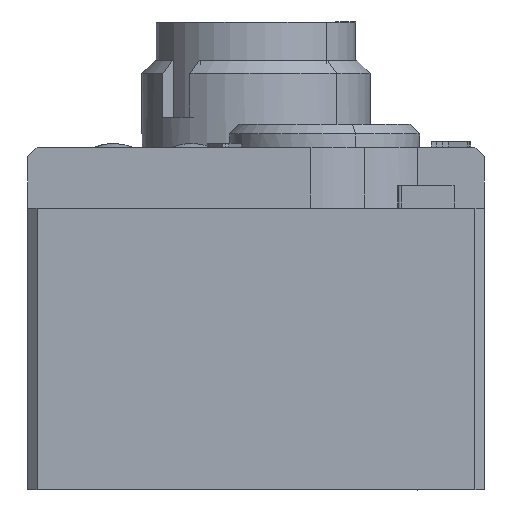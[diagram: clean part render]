
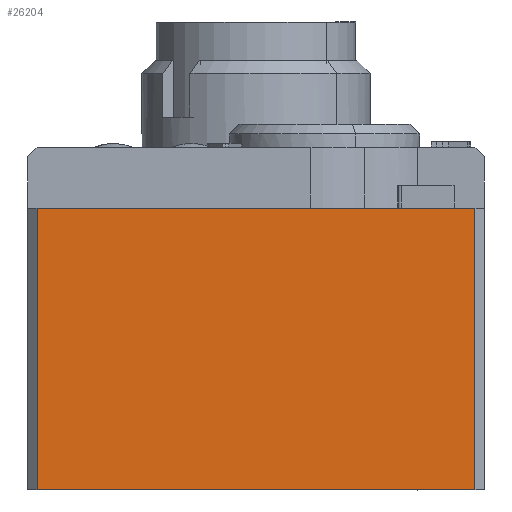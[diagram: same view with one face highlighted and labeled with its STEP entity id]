
A CAD part, front view. The second image highlights one B-rep face of the part: STEP entity #26204.
In plain terms, the highlighted planar face has unit normal (0, -1, 0).
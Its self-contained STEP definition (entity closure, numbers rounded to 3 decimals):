
#26196=AXIS2_PLACEMENT_3D('Plane Axis2P3D',#26193,#26194,#26195) ;
#19983=CARTESIAN_POINT('Vertex',(0.5,0.,14.8)) ;
#19986=CARTESIAN_POINT('Line Origine',(12.,0.,14.8)) ;
#19990=CARTESIAN_POINT('Vertex',(23.5,0.,14.8)) ;
#20110=CARTESIAN_POINT('Line Origine',(23.5,0.,7.4)) ;
#20114=CARTESIAN_POINT('Vertex',(23.5,0.,0.)) ;
#20134=CARTESIAN_POINT('Line Origine',(12.,0.,0.)) ;
#20138=CARTESIAN_POINT('Vertex',(0.5,0.,0.)) ;
#20343=CARTESIAN_POINT('Line Origine',(0.5,0.,7.4)) ;
#26193=CARTESIAN_POINT('Axis2P3D Location',(0.,0.,0.)) ;
#19987=DIRECTION('Vector Direction',(-1.,0.,0.)) ;
#20111=DIRECTION('Vector Direction',(0.,0.,-1.)) ;
#20135=DIRECTION('Vector Direction',(1.,0.,0.)) ;
#20344=DIRECTION('Vector Direction',(0.,0.,1.)) ;
#26194=DIRECTION('Axis2P3D Direction',(0.,-1.,0.)) ;
#26195=DIRECTION('Axis2P3D XDirection',(1.,0.,0.)) ;
#19988=VECTOR('Line Direction',#19987,1.) ;
#20112=VECTOR('Line Direction',#20111,1.) ;
#20136=VECTOR('Line Direction',#20135,1.) ;
#20345=VECTOR('Line Direction',#20344,1.) ;
#26199=ORIENTED_EDGE('',*,*,#20116,.F.) ;
#26200=ORIENTED_EDGE('',*,*,#19992,.T.) ;
#26201=ORIENTED_EDGE('',*,*,#20347,.F.) ;
#26202=ORIENTED_EDGE('',*,*,#20140,.T.) ;
#26204=ADVANCED_FACE('Hauptk\X2\00F6\X0\rper',(#26203),#26197,.T.) ;
#19992=EDGE_CURVE('',#19991,#19984,#19989,.T.) ;
#20116=EDGE_CURVE('',#19991,#20115,#20113,.T.) ;
#20140=EDGE_CURVE('',#20139,#20115,#20137,.T.) ;
#20347=EDGE_CURVE('',#20139,#19984,#20346,.T.) ;
#26198=EDGE_LOOP('',(#26199,#26200,#26201,#26202)) ;
#26203=FACE_OUTER_BOUND('',#26198,.T.) ;
#19989=LINE('Line',#19986,#19988) ;
#20113=LINE('Line',#20110,#20112) ;
#20137=LINE('Line',#20134,#20136) ;
#20346=LINE('Line',#20343,#20345) ;
#26197=PLANE('',#26196) ;
#19984=VERTEX_POINT('',#19983) ;
#19991=VERTEX_POINT('',#19990) ;
#20115=VERTEX_POINT('',#20114) ;
#20139=VERTEX_POINT('',#20138) ;
